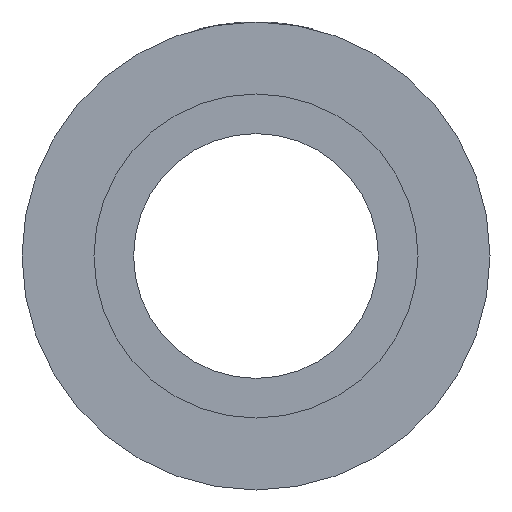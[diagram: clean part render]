
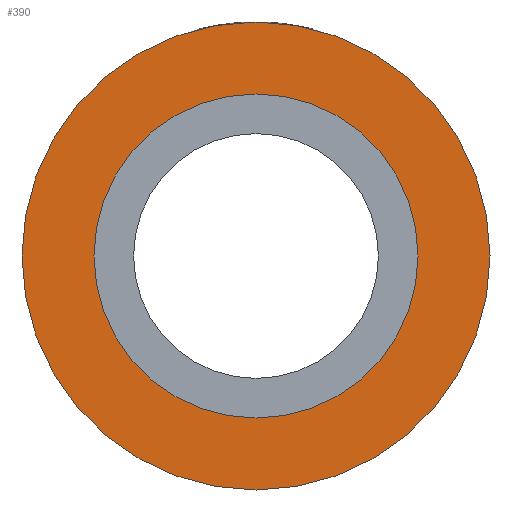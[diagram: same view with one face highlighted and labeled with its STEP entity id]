
A CAD part, front view. The second image highlights one B-rep face of the part: STEP entity #390.
In plain terms, the highlighted planar face has unit normal (0, -1, 0).
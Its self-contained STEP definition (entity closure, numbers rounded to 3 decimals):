
#34 = EDGE_CURVE ( 'NONE', #871, #1253, #107, .T. ) ;
#38 = AXIS2_PLACEMENT_3D ( 'NONE', #49, #61, #788 ) ;
#49 = CARTESIAN_POINT ( 'NONE',  ( 0., 0., 0. ) ) ;
#61 = DIRECTION ( 'NONE',  ( 0., -1., 0. ) ) ;
#63 = DIRECTION ( 'NONE',  ( 0., 1., 0. ) ) ;
#74 = DIRECTION ( 'NONE',  ( 0., 0., 1. ) ) ;
#107 = CIRCLE ( 'NONE', #759, 6.5 ) ;
#138 = CARTESIAN_POINT ( 'NONE',  ( 0., 0., 4.5 ) ) ;
#226 = AXIS2_PLACEMENT_3D ( 'NONE', #549, #961, #339 ) ;
#274 = DIRECTION ( 'NONE',  ( 0., 0., -1. ) ) ;
#310 = CARTESIAN_POINT ( 'NONE',  ( 0., 0., -6.5 ) ) ;
#339 = DIRECTION ( 'NONE',  ( 0., 0., 1. ) ) ;
#375 = ORIENTED_EDGE ( 'NONE', *, *, #928, .F. ) ;
#380 = CARTESIAN_POINT ( 'NONE',  ( 0., 0., 0. ) ) ;
#390 = ADVANCED_FACE ( 'NONE', ( #597, #695 ), #1024, .F. ) ;
#442 = CIRCLE ( 'NONE', #889, 4.5 ) ;
#534 = CARTESIAN_POINT ( 'NONE',  ( 0., 0., 0. ) ) ;
#549 = CARTESIAN_POINT ( 'NONE',  ( 0., 0., 0. ) ) ;
#579 = ORIENTED_EDGE ( 'NONE', *, *, #799, .F. ) ;
#597 = FACE_BOUND ( 'NONE', #785, .T. ) ;
#657 = EDGE_LOOP ( 'NONE', ( #579, #1206 ) ) ;
#695 = FACE_OUTER_BOUND ( 'NONE', #657, .T. ) ;
#759 = AXIS2_PLACEMENT_3D ( 'NONE', #534, #1286, #1179 ) ;
#768 = CARTESIAN_POINT ( 'NONE',  ( 0., 0., -4.5 ) ) ;
#785 = EDGE_LOOP ( 'NONE', ( #1323, #375 ) ) ;
#788 = DIRECTION ( 'NONE',  ( 0., 0., -1. ) ) ;
#799 = EDGE_CURVE ( 'NONE', #1253, #871, #1214, .T. ) ;
#840 = VERTEX_POINT ( 'NONE', #138 ) ;
#856 = VERTEX_POINT ( 'NONE', #768 ) ;
#871 = VERTEX_POINT ( 'NONE', #1318 ) ;
#889 = AXIS2_PLACEMENT_3D ( 'NONE', #380, #1234, #274 ) ;
#928 = EDGE_CURVE ( 'NONE', #856, #840, #1084, .T. ) ;
#942 = EDGE_CURVE ( 'NONE', #840, #856, #442, .T. ) ;
#961 = DIRECTION ( 'NONE',  ( 0., 1., 0. ) ) ;
#1024 = PLANE ( 'NONE',  #1193 ) ;
#1084 = CIRCLE ( 'NONE', #38, 4.5 ) ;
#1179 = DIRECTION ( 'NONE',  ( 0., 0., 1. ) ) ;
#1193 = AXIS2_PLACEMENT_3D ( 'NONE', #1231, #63, #74 ) ;
#1206 = ORIENTED_EDGE ( 'NONE', *, *, #34, .F. ) ;
#1214 = CIRCLE ( 'NONE', #226, 6.5 ) ;
#1231 = CARTESIAN_POINT ( 'NONE',  ( 0., 0., 0. ) ) ;
#1234 = DIRECTION ( 'NONE',  ( 0., -1., 0. ) ) ;
#1253 = VERTEX_POINT ( 'NONE', #310 ) ;
#1286 = DIRECTION ( 'NONE',  ( 0., 1., 0. ) ) ;
#1318 = CARTESIAN_POINT ( 'NONE',  ( 0., 0., 6.5 ) ) ;
#1323 = ORIENTED_EDGE ( 'NONE', *, *, #942, .F. ) ;
